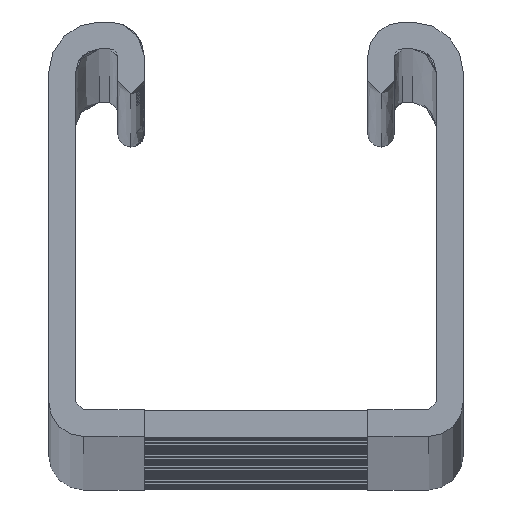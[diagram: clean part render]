
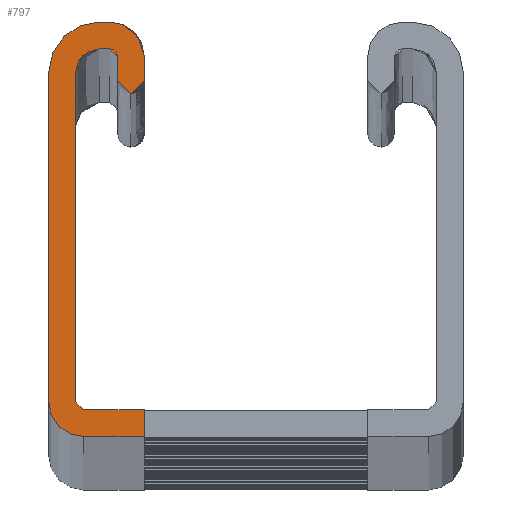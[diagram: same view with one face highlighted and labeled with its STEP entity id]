
A CAD part, top view. The second image highlights one B-rep face of the part: STEP entity #797.
In plain terms, the highlighted planar face has unit normal (0, 0, 1).
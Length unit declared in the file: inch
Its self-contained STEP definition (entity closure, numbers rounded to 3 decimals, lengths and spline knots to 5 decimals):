
#797=ADVANCED_FACE('',(#1695),#1696,.T.);
#1695=FACE_OUTER_BOUND('',#2783,.T.);
#1696=PLANE('',#2784);
#2783=EDGE_LOOP('',(#5330,#5331,#5332,#5333,#5334,#5335,#5336,#5337,#5338,#5339,#5340,#5341,#5342,#5343,#5344,#5345,#5346));
#2784=AXIS2_PLACEMENT_3D('',#5347,#5348,#5349);
#5330=ORIENTED_EDGE('',*,*,#6320,.T.);
#5331=ORIENTED_EDGE('',*,*,#7178,.F.);
#5332=ORIENTED_EDGE('',*,*,#6574,.F.);
#5333=ORIENTED_EDGE('',*,*,#6125,.F.);
#5334=ORIENTED_EDGE('',*,*,#6229,.F.);
#5335=ORIENTED_EDGE('',*,*,#6203,.F.);
#5336=ORIENTED_EDGE('',*,*,#7158,.F.);
#5337=ORIENTED_EDGE('',*,*,#6750,.F.);
#5338=ORIENTED_EDGE('',*,*,#7179,.F.);
#5339=ORIENTED_EDGE('',*,*,#6397,.F.);
#5340=ORIENTED_EDGE('',*,*,#7019,.T.);
#5341=ORIENTED_EDGE('',*,*,#6855,.F.);
#5342=ORIENTED_EDGE('',*,*,#7180,.F.);
#5343=ORIENTED_EDGE('',*,*,#7137,.F.);
#5344=ORIENTED_EDGE('',*,*,#7181,.F.);
#5345=ORIENTED_EDGE('',*,*,#6679,.F.);
#5346=ORIENTED_EDGE('',*,*,#6931,.F.);
#5347=CARTESIAN_POINT('',(0.67625,0.71691,120.0));
#5348=DIRECTION('',(0.0,0.0,1.0));
#5349=DIRECTION('',(1.0,0.0,0.0));
#6125=EDGE_CURVE('',#7380,#7381,#7382,.T.);
#6203=EDGE_CURVE('',#7518,#7519,#7520,.T.);
#6229=EDGE_CURVE('',#7519,#7380,#7560,.T.);
#6320=EDGE_CURVE('',#7711,#7715,#7717,.T.);
#6397=EDGE_CURVE('',#7852,#7854,#7855,.T.);
#6574=EDGE_CURVE('',#7381,#8148,#8149,.T.);
#6679=EDGE_CURVE('',#8309,#8310,#8311,.T.);
#6750=EDGE_CURVE('',#8415,#8416,#8417,.T.);
#6855=EDGE_CURVE('',#8567,#8569,#8570,.T.);
#6931=EDGE_CURVE('',#7711,#8309,#8683,.T.);
#7019=EDGE_CURVE('',#7852,#8569,#8817,.T.);
#7137=EDGE_CURVE('',#8957,#8958,#8959,.T.);
#7158=EDGE_CURVE('',#8416,#7518,#8982,.T.);
#7178=EDGE_CURVE('',#8148,#7715,#9006,.T.);
#7179=EDGE_CURVE('',#7854,#8415,#9007,.T.);
#7180=EDGE_CURVE('',#8958,#8567,#9008,.T.);
#7181=EDGE_CURVE('',#8310,#8957,#9009,.T.);
#7380=VERTEX_POINT('',#9269);
#7381=VERTEX_POINT('',#9270);
#7382=LINE('',#9271,#9272);
#7518=VERTEX_POINT('',#9551);
#7519=VERTEX_POINT('',#9552);
#7520=LINE('',#9553,#9554);
#7560=B_SPLINE_CURVE_WITH_KNOTS('',3,(#9627,#9628,#9629,#9630),.UNSPECIFIED.,.F.,.F.,(4,4),(-1.0,-0.0),.UNSPECIFIED.);
#7711=VERTEX_POINT('',#9919);
#7715=VERTEX_POINT('',#9925);
#7717=LINE('',#9928,#9929);
#7852=VERTEX_POINT('',#10319);
#7854=VERTEX_POINT('',#10324);
#7855=B_SPLINE_CURVE_WITH_KNOTS('',3,(#10325,#10326,#10327,#10328),.UNSPECIFIED.,.F.,.F.,(4,4),(-1.0,-0.0),.UNSPECIFIED.);
#8148=VERTEX_POINT('',#11156);
#8149=B_SPLINE_CURVE_WITH_KNOTS('',3,(#11157,#11158,#11159,#11160),.UNSPECIFIED.,.F.,.F.,(4,4),(-1.0,-0.0),.UNSPECIFIED.);
#8309=VERTEX_POINT('',#11447);
#8310=VERTEX_POINT('',#11448);
#8311=B_SPLINE_CURVE_WITH_KNOTS('',3,(#11449,#11450,#11451,#11452),.UNSPECIFIED.,.F.,.F.,(4,4),(-1.0,-0.0),.UNSPECIFIED.);
#8415=VERTEX_POINT('',#11656);
#8416=VERTEX_POINT('',#11657);
#8417=LINE('',#11658,#11659);
#8567=VERTEX_POINT('',#12115);
#8569=VERTEX_POINT('',#12118);
#8570=B_SPLINE_CURVE_WITH_KNOTS('',3,(#12119,#12120,#12121,#12122),.UNSPECIFIED.,.F.,.F.,(4,4),(-1.0,-0.0),.UNSPECIFIED.);
#8683=LINE('',#12359,#12360);
#8817=LINE('',#12572,#12573);
#8957=VERTEX_POINT('',#12781);
#8958=VERTEX_POINT('',#12782);
#8959=B_SPLINE_CURVE_WITH_KNOTS('',3,(#12783,#12784,#12785,#12786),.UNSPECIFIED.,.F.,.F.,(4,4),(-1.0,-0.0),.UNSPECIFIED.);
#8982=B_SPLINE_CURVE_WITH_KNOTS('',3,(#12818,#12819,#12820,#12821),.UNSPECIFIED.,.F.,.F.,(4,4),(-1.0,-0.0),.UNSPECIFIED.);
#9006=LINE('',#12855,#12856);
#9007=B_SPLINE_CURVE_WITH_KNOTS('',3,(#12857,#12858,#12859,#12860),.UNSPECIFIED.,.F.,.F.,(4,4),(-1.0,-0.0),.UNSPECIFIED.);
#9008=LINE('',#12861,#12862);
#9009=LINE('',#12863,#12864);
#9269=CARTESIAN_POINT('',(-0.03125,1.42624,120.0));
#9270=CARTESIAN_POINT('',(-0.03125,0.13623,120.0));
#9271=CARTESIAN_POINT('',(-0.03125,0.13623,120.0));
#9272=VECTOR('',#13090,1.0);
#9551=CARTESIAN_POINT('',(0.1025,1.51999,120.0));
#9552=CARTESIAN_POINT('',(0.0625,1.51999,120.0));
#9553=CARTESIAN_POINT('',(0.0625,1.51999,120.0));
#9554=VECTOR('',#13136,1.0);
#9627=CARTESIAN_POINT('',(0.0625,1.51999,120.0));
#9628=CARTESIAN_POINT('',(0.01072,1.51999,120.0));
#9629=CARTESIAN_POINT('',(-0.03125,1.47802,120.0));
#9630=CARTESIAN_POINT('',(-0.03125,1.42624,120.0));
#9919=CARTESIAN_POINT('',(0.23874,0.0,120.0));
#9925=CARTESIAN_POINT('',(0.23874,0.10498,120.0));
#9928=CARTESIAN_POINT('',(0.23874,0.27337,120.0));
#9929=VECTOR('',#13210,1.0);
#10319=CARTESIAN_POINT('',(0.23874,1.39563,120.0));
#10324=CARTESIAN_POINT('',(0.18625,1.34399,120.0));
#10325=CARTESIAN_POINT('',(0.23875,1.39649,120.0));
#10326=CARTESIAN_POINT('',(0.23875,1.3675,120.0));
#10327=CARTESIAN_POINT('',(0.21524,1.34399,120.0));
#10328=CARTESIAN_POINT('',(0.18625,1.34399,120.0));
#11156=CARTESIAN_POINT('',(0.0,0.10498,120.0));
#11157=CARTESIAN_POINT('',(-0.03125,0.13623,120.0));
#11158=CARTESIAN_POINT('',(-0.03125,0.11898,120.0));
#11159=CARTESIAN_POINT('',(-0.01726,0.10498,120.0));
#11160=CARTESIAN_POINT('',(0.0,0.10498,120.0));
#11447=CARTESIAN_POINT('',(0.0,0.0,120.0));
#11448=CARTESIAN_POINT('',(-0.13625,0.13623,120.0));
#11449=CARTESIAN_POINT('',(0.0,0.0,120.0));
#11450=CARTESIAN_POINT('',(-0.07525,0.0,120.0));
#11451=CARTESIAN_POINT('',(-0.13625,0.06101,120.0));
#11452=CARTESIAN_POINT('',(-0.13625,0.13623,120.0));
#11656=CARTESIAN_POINT('',(0.13375,1.39649,120.0));
#11657=CARTESIAN_POINT('',(0.13375,1.48874,120.0));
#11658=CARTESIAN_POINT('',(0.13375,1.48874,120.0));
#11659=VECTOR('',#13430,1.0);
#12115=CARTESIAN_POINT('',(0.1025,1.62499,120.0));
#12118=CARTESIAN_POINT('',(0.23874,1.49013,120.0));
#12119=CARTESIAN_POINT('',(0.1025,1.62499,120.0));
#12120=CARTESIAN_POINT('',(0.17775,1.62499,120.0));
#12121=CARTESIAN_POINT('',(0.23875,1.56399,120.0));
#12122=CARTESIAN_POINT('',(0.23875,1.48874,120.0));
#12359=CARTESIAN_POINT('',(0.0,0.0,120.0));
#12360=VECTOR('',#13520,1.0);
#12572=CARTESIAN_POINT('',(0.23874,0.27337,120.0));
#12573=VECTOR('',#13599,1.0);
#12781=CARTESIAN_POINT('',(-0.13625,1.42624,120.0));
#12782=CARTESIAN_POINT('',(0.0625,1.62499,120.0));
#12783=CARTESIAN_POINT('',(-0.13625,1.42624,120.0));
#12784=CARTESIAN_POINT('',(-0.13625,1.53601,120.0));
#12785=CARTESIAN_POINT('',(-0.04727,1.62499,120.0));
#12786=CARTESIAN_POINT('',(0.0625,1.62499,120.0));
#12818=CARTESIAN_POINT('',(0.13375,1.48874,120.0));
#12819=CARTESIAN_POINT('',(0.13375,1.506,120.0));
#12820=CARTESIAN_POINT('',(0.11976,1.51999,120.0));
#12821=CARTESIAN_POINT('',(0.1025,1.51999,120.0));
#12855=CARTESIAN_POINT('',(1.35251,0.10498,120.0));
#12856=VECTOR('',#13687,1.0);
#12857=CARTESIAN_POINT('',(0.18625,1.34399,120.0));
#12858=CARTESIAN_POINT('',(0.15725,1.34399,120.0));
#12859=CARTESIAN_POINT('',(0.13375,1.3675,120.0));
#12860=CARTESIAN_POINT('',(0.13375,1.39649,120.0));
#12861=CARTESIAN_POINT('',(0.1025,1.62499,120.0));
#12862=VECTOR('',#13688,1.0);
#12863=CARTESIAN_POINT('',(-0.13625,1.42624,120.0));
#12864=VECTOR('',#13689,1.0);
#13090=DIRECTION('',(-0.0,-1.0,-0.0));
#13136=DIRECTION('',(-1.0,-0.0,-0.0));
#13210=DIRECTION('',(0.0,1.0,0.0));
#13430=DIRECTION('',(0.0,1.0,0.0));
#13520=DIRECTION('',(-1.0,-0.0,-0.0));
#13599=DIRECTION('',(0.0,1.0,0.0));
#13687=DIRECTION('',(1.0,0.0,0.0));
#13688=DIRECTION('',(1.0,0.0,0.0));
#13689=DIRECTION('',(0.0,1.0,0.0));
